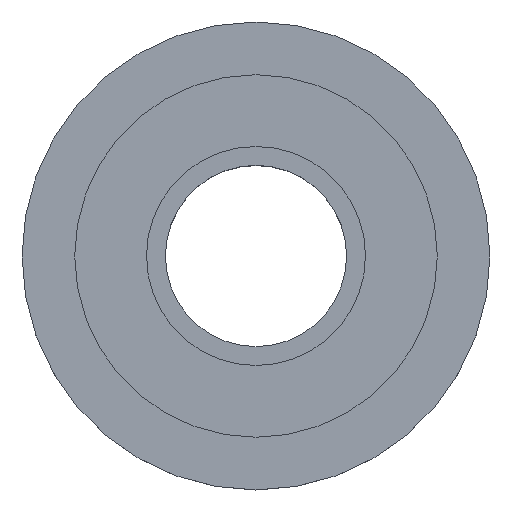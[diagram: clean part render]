
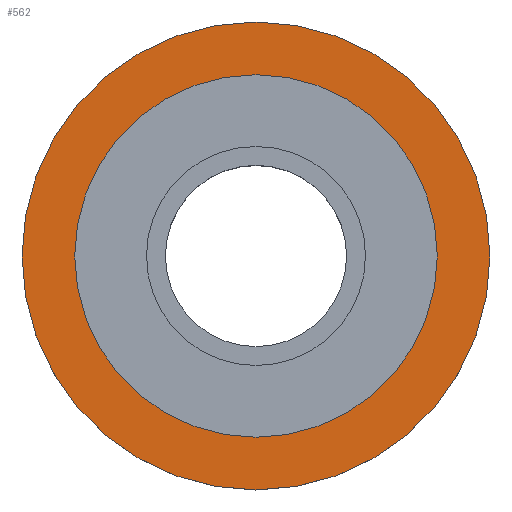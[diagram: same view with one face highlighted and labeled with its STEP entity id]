
A CAD part, top view. The second image highlights one B-rep face of the part: STEP entity #562.
In plain terms, the highlighted planar face has unit normal (0, 0, 1).
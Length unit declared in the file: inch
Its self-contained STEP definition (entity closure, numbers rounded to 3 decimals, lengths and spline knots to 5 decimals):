
#346=CARTESIAN_POINT('',(-0.375,0.,0.14));
#347=VERTEX_POINT('',#346);
#356=CARTESIAN_POINT('',(0.375,0.,0.14));
#357=VERTEX_POINT('',#356);
#358=CARTESIAN_POINT('',(0.0,0.0,0.14));
#359=DIRECTION('',(0.0,0.0,-1.0));
#360=DIRECTION('',(-1.0,0.0,0.0));
#361=AXIS2_PLACEMENT_3D('',#358,#359,#360);
#362=CIRCLE('',#361,0.375);
#363=EDGE_CURVE('',#357,#347,#362,.T.);
#388=CARTESIAN_POINT('',(-0.484,0.,0.14));
#389=VERTEX_POINT('',#388);
#398=CARTESIAN_POINT('',(0.484,0.,0.14));
#399=VERTEX_POINT('',#398);
#400=CARTESIAN_POINT('',(0.0,0.0,0.14));
#401=DIRECTION('',(0.0,0.0,-1.0));
#402=DIRECTION('',(-1.0,0.0,0.0));
#403=AXIS2_PLACEMENT_3D('',#400,#401,#402);
#404=CIRCLE('',#403,0.484);
#405=EDGE_CURVE('',#389,#399,#404,.T.);
#439=CARTESIAN_POINT('',(0.0,0.0,0.14));
#440=DIRECTION('',(0.0,0.0,-1.0));
#441=DIRECTION('',(-1.0,0.0,0.0));
#442=AXIS2_PLACEMENT_3D('',#439,#440,#441);
#443=CIRCLE('',#442,0.484);
#444=EDGE_CURVE('',#399,#389,#443,.T.);
#483=CARTESIAN_POINT('',(0.0,0.0,0.14));
#484=DIRECTION('',(0.0,0.0,-1.0));
#485=DIRECTION('',(-1.0,0.0,0.0));
#486=AXIS2_PLACEMENT_3D('',#483,#484,#485);
#487=CIRCLE('',#486,0.375);
#488=EDGE_CURVE('',#347,#357,#487,.T.);
#549=CARTESIAN_POINT('',(0.03977,0.,0.14));
#550=DIRECTION('',(0.0,0.0,1.0));
#551=DIRECTION('',(1.0,0.0,0.0));
#552=AXIS2_PLACEMENT_3D('',#549,#550,#551);
#553=PLANE('',#552);
#554=ORIENTED_EDGE('',*,*,#444,.F.);
#555=ORIENTED_EDGE('',*,*,#405,.F.);
#556=EDGE_LOOP('',(#554,#555));
#557=FACE_OUTER_BOUND('',#556,.T.);
#558=ORIENTED_EDGE('',*,*,#363,.T.);
#559=ORIENTED_EDGE('',*,*,#488,.T.);
#560=EDGE_LOOP('',(#558,#559));
#561=FACE_BOUND('',#560,.T.);
#562=ADVANCED_FACE('',(#557,#561),#553,.T.);
